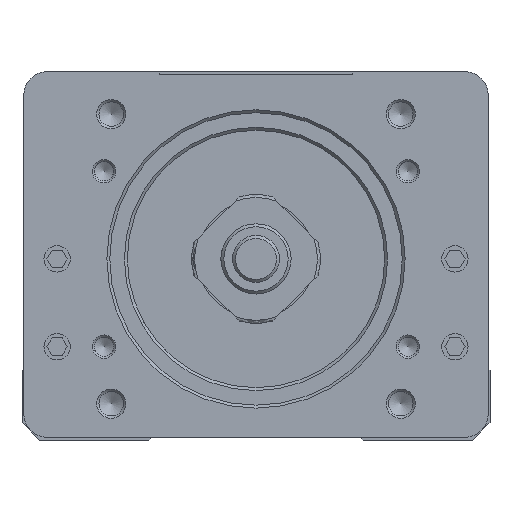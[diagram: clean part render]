
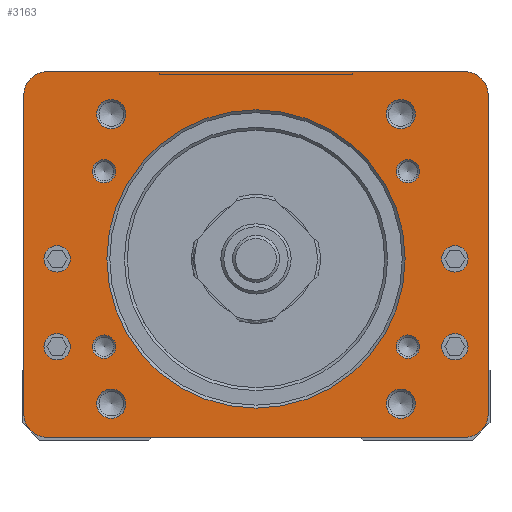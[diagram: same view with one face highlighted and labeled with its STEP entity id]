
A CAD part, front view. The second image highlights one B-rep face of the part: STEP entity #3163.
In plain terms, the highlighted planar face has unit normal (0, -1, 0).
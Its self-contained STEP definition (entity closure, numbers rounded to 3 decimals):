
#3163=ADVANCED_FACE('',(#5001,#5002,#5003,#5004,#5005,#5006,#5007,#5008,
#5009,#5010,#5011,#5012,#5013,#5014),#4269,.T.);
#4269=PLANE('',#27290);
#5001=FACE_BOUND('',#6751,.T.);
#5002=FACE_BOUND('',#6752,.T.);
#5003=FACE_BOUND('',#6753,.T.);
#5004=FACE_BOUND('',#6754,.T.);
#5005=FACE_BOUND('',#6755,.T.);
#5006=FACE_BOUND('',#6756,.T.);
#5007=FACE_BOUND('',#6757,.T.);
#5008=FACE_BOUND('',#6758,.T.);
#5009=FACE_BOUND('',#6759,.T.);
#5010=FACE_BOUND('',#6760,.T.);
#5011=FACE_BOUND('',#6761,.T.);
#5012=FACE_BOUND('',#6762,.T.);
#5013=FACE_BOUND('',#6763,.T.);
#5014=FACE_BOUND('',#6764,.T.);
#6751=EDGE_LOOP('',(#13430));
#6752=EDGE_LOOP('',(#13431));
#6753=EDGE_LOOP('',(#13432));
#6754=EDGE_LOOP('',(#13433));
#6755=EDGE_LOOP('',(#13434));
#6756=EDGE_LOOP('',(#13435));
#6757=EDGE_LOOP('',(#13436));
#6758=EDGE_LOOP('',(#13437));
#6759=EDGE_LOOP('',(#13438));
#6760=EDGE_LOOP('',(#13439));
#6761=EDGE_LOOP('',(#13440));
#6762=EDGE_LOOP('',(#13441));
#6763=EDGE_LOOP('',(#13442));
#6764=EDGE_LOOP('',(#13443,#13444,#13445,#13446,#13447,#13448,#13449,#13450));
#7727=CIRCLE('',#27127,4.);
#7728=CIRCLE('',#27129,4.);
#7729=CIRCLE('',#27131,2.);
#7730=CIRCLE('',#27133,2.);
#7731=CIRCLE('',#27135,2.);
#7732=CIRCLE('',#27137,2.);
#7733=CIRCLE('',#27139,2.5);
#7734=CIRCLE('',#27141,2.5);
#7735=CIRCLE('',#27143,2.5);
#7736=CIRCLE('',#27145,2.5);
#7737=CIRCLE('',#27147,25.5);
#7742=CIRCLE('',#27156,2.25);
#7744=CIRCLE('',#27159,2.25);
#7746=CIRCLE('',#27162,2.25);
#7748=CIRCLE('',#27165,2.25);
#7804=CIRCLE('',#27286,4.);
#7806=CIRCLE('',#27289,4.);
#13430=ORIENTED_EDGE('',*,*,#19915,.T.);
#13431=ORIENTED_EDGE('',*,*,#19914,.T.);
#13432=ORIENTED_EDGE('',*,*,#19913,.T.);
#13433=ORIENTED_EDGE('',*,*,#19912,.T.);
#13434=ORIENTED_EDGE('',*,*,#19911,.T.);
#13435=ORIENTED_EDGE('',*,*,#19910,.T.);
#13436=ORIENTED_EDGE('',*,*,#19909,.T.);
#13437=ORIENTED_EDGE('',*,*,#19908,.T.);
#13438=ORIENTED_EDGE('',*,*,#19907,.T.);
#13439=ORIENTED_EDGE('',*,*,#19927,.T.);
#13440=ORIENTED_EDGE('',*,*,#19925,.T.);
#13441=ORIENTED_EDGE('',*,*,#19923,.T.);
#13442=ORIENTED_EDGE('',*,*,#19921,.T.);
#13443=ORIENTED_EDGE('',*,*,#20066,.T.);
#13444=ORIENTED_EDGE('',*,*,#20069,.T.);
#13445=ORIENTED_EDGE('',*,*,#20070,.T.);
#13446=ORIENTED_EDGE('',*,*,#20026,.T.);
#13447=ORIENTED_EDGE('',*,*,#19905,.T.);
#13448=ORIENTED_EDGE('',*,*,#19969,.T.);
#13449=ORIENTED_EDGE('',*,*,#19902,.T.);
#13450=ORIENTED_EDGE('',*,*,#20019,.T.);
#16710=VERTEX_POINT('',#41794);
#16711=VERTEX_POINT('',#41796);
#16712=VERTEX_POINT('',#41800);
#16713=VERTEX_POINT('',#41802);
#16714=VERTEX_POINT('',#41806);
#16715=VERTEX_POINT('',#41809);
#16716=VERTEX_POINT('',#41812);
#16717=VERTEX_POINT('',#41815);
#16718=VERTEX_POINT('',#41818);
#16719=VERTEX_POINT('',#41821);
#16720=VERTEX_POINT('',#41824);
#16721=VERTEX_POINT('',#41827);
#16722=VERTEX_POINT('',#41830);
#16727=VERTEX_POINT('',#41845);
#16729=VERTEX_POINT('',#41850);
#16731=VERTEX_POINT('',#41855);
#16733=VERTEX_POINT('',#41860);
#16794=VERTEX_POINT('',#42155);
#16799=VERTEX_POINT('',#42169);
#16835=VERTEX_POINT('',#42263);
#16837=VERTEX_POINT('',#42269);
#19902=EDGE_CURVE('',#16711,#16710,#7727,.T.);
#19905=EDGE_CURVE('',#16713,#16712,#7728,.T.);
#19907=EDGE_CURVE('',#16714,#16714,#7729,.T.);
#19908=EDGE_CURVE('',#16715,#16715,#7730,.T.);
#19909=EDGE_CURVE('',#16716,#16716,#7731,.T.);
#19910=EDGE_CURVE('',#16717,#16717,#7732,.T.);
#19911=EDGE_CURVE('',#16718,#16718,#7733,.T.);
#19912=EDGE_CURVE('',#16719,#16719,#7734,.T.);
#19913=EDGE_CURVE('',#16720,#16720,#7735,.T.);
#19914=EDGE_CURVE('',#16721,#16721,#7736,.T.);
#19915=EDGE_CURVE('',#16722,#16722,#7737,.T.);
#19921=EDGE_CURVE('',#16727,#16727,#7742,.T.);
#19923=EDGE_CURVE('',#16729,#16729,#7744,.T.);
#19925=EDGE_CURVE('',#16731,#16731,#7746,.T.);
#19927=EDGE_CURVE('',#16733,#16733,#7748,.T.);
#19969=EDGE_CURVE('',#16712,#16711,#22705,.T.);
#20019=EDGE_CURVE('',#16710,#16794,#22730,.T.);
#20026=EDGE_CURVE('',#16799,#16713,#22737,.T.);
#20066=EDGE_CURVE('',#16794,#16835,#7804,.T.);
#20069=EDGE_CURVE('',#16835,#16837,#22753,.T.);
#20070=EDGE_CURVE('',#16837,#16799,#7806,.T.);
#22705=LINE('',#42005,#25145);
#22730=LINE('',#42156,#25170);
#22737=LINE('',#42168,#25177);
#22753=LINE('',#42268,#25193);
#25145=VECTOR('',#33099,1.);
#25170=VECTOR('',#33218,1.);
#25177=VECTOR('',#33227,1.);
#25193=VECTOR('',#33335,1.);
#27127=AXIS2_PLACEMENT_3D('',#41795,#32938,#32939);
#27129=AXIS2_PLACEMENT_3D('',#41801,#32944,#32945);
#27131=AXIS2_PLACEMENT_3D('',#41805,#32949,#32950);
#27133=AXIS2_PLACEMENT_3D('',#41808,#32953,#32954);
#27135=AXIS2_PLACEMENT_3D('',#41811,#32957,#32958);
#27137=AXIS2_PLACEMENT_3D('',#41814,#32961,#32962);
#27139=AXIS2_PLACEMENT_3D('',#41817,#32965,#32966);
#27141=AXIS2_PLACEMENT_3D('',#41820,#32969,#32970);
#27143=AXIS2_PLACEMENT_3D('',#41823,#32973,#32974);
#27145=AXIS2_PLACEMENT_3D('',#41826,#32977,#32978);
#27147=AXIS2_PLACEMENT_3D('',#41829,#32981,#32982);
#27156=AXIS2_PLACEMENT_3D('',#41844,#33000,#33001);
#27159=AXIS2_PLACEMENT_3D('',#41849,#33006,#33007);
#27162=AXIS2_PLACEMENT_3D('',#41854,#33012,#33013);
#27165=AXIS2_PLACEMENT_3D('',#41859,#33018,#33019);
#27286=AXIS2_PLACEMENT_3D('',#42262,#33328,#33329);
#27289=AXIS2_PLACEMENT_3D('',#42270,#33336,#33337);
#27290=AXIS2_PLACEMENT_3D('',#42271,#33338,#33339);
#32938=DIRECTION('',(0.,-1.,0.));
#32939=DIRECTION('',(1.,0.,0.));
#32944=DIRECTION('',(0.,-1.,0.));
#32945=DIRECTION('',(1.,0.,0.));
#32949=DIRECTION('',(0.,1.,0.));
#32950=DIRECTION('',(0.,0.,-1.));
#32953=DIRECTION('',(0.,1.,0.));
#32954=DIRECTION('',(0.,0.,-1.));
#32957=DIRECTION('',(0.,1.,0.));
#32958=DIRECTION('',(0.,0.,-1.));
#32961=DIRECTION('',(0.,1.,0.));
#32962=DIRECTION('',(0.,0.,-1.));
#32965=DIRECTION('',(0.,1.,0.));
#32966=DIRECTION('',(0.,0.,-1.));
#32969=DIRECTION('',(0.,1.,0.));
#32970=DIRECTION('',(0.,0.,-1.));
#32973=DIRECTION('',(0.,1.,0.));
#32974=DIRECTION('',(0.,0.,-1.));
#32977=DIRECTION('',(0.,1.,0.));
#32978=DIRECTION('',(0.,0.,-1.));
#32981=DIRECTION('',(0.,1.,0.));
#32982=DIRECTION('',(0.,0.,-1.));
#33000=DIRECTION('',(0.,1.,0.));
#33001=DIRECTION('',(0.,0.,-1.));
#33006=DIRECTION('',(0.,1.,0.));
#33007=DIRECTION('',(0.,0.,-1.));
#33012=DIRECTION('',(0.,1.,0.));
#33013=DIRECTION('',(0.,0.,-1.));
#33018=DIRECTION('',(0.,1.,0.));
#33019=DIRECTION('',(0.,0.,-1.));
#33099=DIRECTION('',(-1.,0.,0.));
#33218=DIRECTION('',(0.,0.,-1.));
#33227=DIRECTION('',(0.,0.,1.));
#33328=DIRECTION('',(0.,-1.,0.));
#33329=DIRECTION('',(1.,0.,0.));
#33335=DIRECTION('',(1.,0.,0.));
#33336=DIRECTION('',(0.,-1.,0.));
#33337=DIRECTION('',(1.,0.,0.));
#33338=DIRECTION('',(0.,-1.,0.));
#33339=DIRECTION('',(0.,0.,1.));
#41794=CARTESIAN_POINT('',(-39.7,-243.7,40.));
#41795=CARTESIAN_POINT('',(-35.7,-243.7,40.));
#41796=CARTESIAN_POINT('',(-35.7,-243.7,44.));
#41800=CARTESIAN_POINT('',(35.7,-243.7,44.));
#41801=CARTESIAN_POINT('',(35.7,-243.7,40.));
#41802=CARTESIAN_POINT('',(39.7,-243.7,40.));
#41805=CARTESIAN_POINT('',(-25.981,-243.7,27.));
#41806=CARTESIAN_POINT('',(-25.981,-243.7,25.));
#41808=CARTESIAN_POINT('',(-25.981,-243.7,-3.));
#41809=CARTESIAN_POINT('',(-25.981,-243.7,-5.));
#41811=CARTESIAN_POINT('',(25.981,-243.7,27.));
#41812=CARTESIAN_POINT('',(25.981,-243.7,25.));
#41814=CARTESIAN_POINT('',(25.981,-243.7,-3.));
#41815=CARTESIAN_POINT('',(25.981,-243.7,-5.));
#41817=CARTESIAN_POINT('',(24.749,-243.7,36.749));
#41818=CARTESIAN_POINT('',(24.749,-243.7,34.249));
#41820=CARTESIAN_POINT('',(24.749,-243.7,-12.749));
#41821=CARTESIAN_POINT('',(24.749,-243.7,-15.249));
#41823=CARTESIAN_POINT('',(-24.749,-243.7,-12.749));
#41824=CARTESIAN_POINT('',(-24.749,-243.7,-15.249));
#41826=CARTESIAN_POINT('',(-24.749,-243.7,36.749));
#41827=CARTESIAN_POINT('',(-24.749,-243.7,34.249));
#41829=CARTESIAN_POINT('',(0.,-243.7,12.));
#41830=CARTESIAN_POINT('',(0.,-243.7,-13.5));
#41844=CARTESIAN_POINT('',(34.,-243.7,12.));
#41845=CARTESIAN_POINT('',(34.,-243.7,9.75));
#41849=CARTESIAN_POINT('',(34.,-243.7,-3.));
#41850=CARTESIAN_POINT('',(34.,-243.7,-5.25));
#41854=CARTESIAN_POINT('',(-34.,-243.7,12.));
#41855=CARTESIAN_POINT('',(-34.,-243.7,9.75));
#41859=CARTESIAN_POINT('',(-34.,-243.7,-3.));
#41860=CARTESIAN_POINT('',(-34.,-243.7,-5.25));
#42005=CARTESIAN_POINT('',(35.7,-243.7,44.));
#42155=CARTESIAN_POINT('',(-39.7,-243.7,-14.5));
#42156=CARTESIAN_POINT('',(-39.7,-243.7,40.));
#42168=CARTESIAN_POINT('',(39.7,-243.7,-14.5));
#42169=CARTESIAN_POINT('',(39.7,-243.7,-14.5));
#42262=CARTESIAN_POINT('',(-35.7,-243.7,-14.5));
#42263=CARTESIAN_POINT('',(-35.7,-243.7,-18.5));
#42268=CARTESIAN_POINT('',(-35.7,-243.7,-18.5));
#42269=CARTESIAN_POINT('',(35.7,-243.7,-18.5));
#42270=CARTESIAN_POINT('',(35.7,-243.7,-14.5));
#42271=CARTESIAN_POINT('',(-35.7,-243.7,-14.5));
